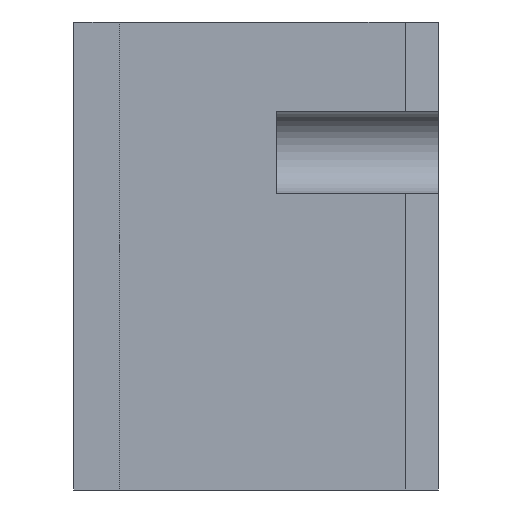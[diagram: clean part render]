
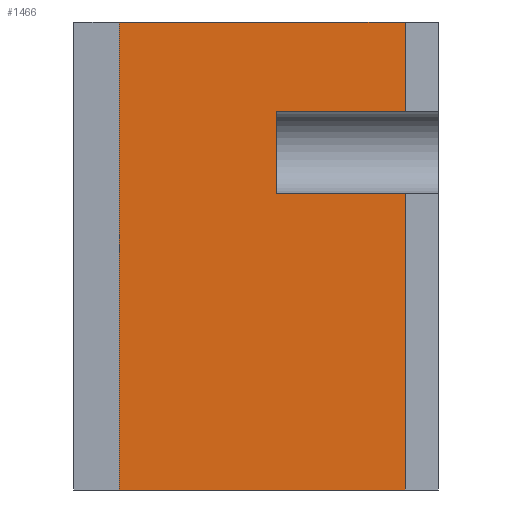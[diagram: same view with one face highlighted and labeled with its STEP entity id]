
A CAD part, left-side view. The second image highlights one B-rep face of the part: STEP entity #1466.
In plain terms, the highlighted planar face has unit normal (-1, 0, 0).
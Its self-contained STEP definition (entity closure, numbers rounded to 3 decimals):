
#179=FACE_OUTER_BOUND('',#273,.T.);
#273=EDGE_LOOP('',(#1156,#1157,#1158,#1159,#1160,#1161,#1162,#1163));
#367=LINE('',#2278,#507);
#402=LINE('',#2352,#542);
#405=LINE('',#2357,#545);
#415=LINE('',#2481,#555);
#416=LINE('',#2483,#556);
#417=LINE('',#2485,#557);
#418=LINE('',#2487,#558);
#419=LINE('',#2488,#559);
#507=VECTOR('',#1834,10.);
#542=VECTOR('',#1885,10.);
#545=VECTOR('',#1890,10.);
#555=VECTOR('',#1942,10.);
#556=VECTOR('',#1945,10.);
#557=VECTOR('',#1946,10.);
#558=VECTOR('',#1947,10.);
#559=VECTOR('',#1948,10.);
#647=VERTEX_POINT('',#2275);
#648=VERTEX_POINT('',#2277);
#678=VERTEX_POINT('',#2349);
#679=VERTEX_POINT('',#2351);
#680=VERTEX_POINT('',#2355);
#693=VERTEX_POINT('',#2479);
#694=VERTEX_POINT('',#2484);
#695=VERTEX_POINT('',#2486);
#800=EDGE_CURVE('',#648,#647,#367,.T.);
#839=EDGE_CURVE('',#679,#678,#402,.T.);
#842=EDGE_CURVE('',#647,#680,#405,.T.);
#864=EDGE_CURVE('',#693,#679,#415,.T.);
#865=EDGE_CURVE('',#678,#648,#416,.T.);
#866=EDGE_CURVE('',#680,#694,#417,.T.);
#867=EDGE_CURVE('',#694,#695,#418,.T.);
#868=EDGE_CURVE('',#695,#693,#419,.T.);
#1156=ORIENTED_EDGE('',*,*,#865,.T.);
#1157=ORIENTED_EDGE('',*,*,#800,.T.);
#1158=ORIENTED_EDGE('',*,*,#842,.T.);
#1159=ORIENTED_EDGE('',*,*,#866,.T.);
#1160=ORIENTED_EDGE('',*,*,#867,.T.);
#1161=ORIENTED_EDGE('',*,*,#868,.T.);
#1162=ORIENTED_EDGE('',*,*,#864,.T.);
#1163=ORIENTED_EDGE('',*,*,#839,.T.);
#1401=PLANE('',#1642);
#1466=ADVANCED_FACE('',(#179),#1401,.T.);
#1642=AXIS2_PLACEMENT_3D('',#2482,#1943,#1944);
#1834=DIRECTION('',(0.,-1.,0.));
#1885=DIRECTION('',(0.,1.,0.));
#1890=DIRECTION('',(0.,0.,1.));
#1942=DIRECTION('',(0.,0.,1.));
#1943=DIRECTION('center_axis',(-1.,0.,0.));
#1944=DIRECTION('ref_axis',(0.,0.,1.));
#1945=DIRECTION('',(0.,0.,-1.));
#1946=DIRECTION('',(0.,1.,0.));
#1947=DIRECTION('',(0.,0.,1.));
#1948=DIRECTION('',(0.,-1.,0.));
#2275=CARTESIAN_POINT('',(-65.5,-36.,-56.5));
#2277=CARTESIAN_POINT('',(-65.5,33.,-56.5));
#2278=CARTESIAN_POINT('',(-65.5,-44.,-56.5));
#2349=CARTESIAN_POINT('',(-65.5,33.,56.5));
#2351=CARTESIAN_POINT('',(-65.5,-36.,56.5));
#2352=CARTESIAN_POINT('',(-65.5,-44.,56.5));
#2355=CARTESIAN_POINT('',(-65.5,-36.,15.));
#2357=CARTESIAN_POINT('',(-65.5,-36.,28.25));
#2479=CARTESIAN_POINT('',(-65.5,-36.,35.));
#2481=CARTESIAN_POINT('',(-65.5,-36.,28.25));
#2482=CARTESIAN_POINT('Origin',(-65.5,-44.,0.));
#2483=CARTESIAN_POINT('',(-65.5,33.,-28.25));
#2484=CARTESIAN_POINT('',(-65.5,-5.,15.));
#2485=CARTESIAN_POINT('',(-65.5,-44.,15.));
#2486=CARTESIAN_POINT('',(-65.5,-5.,35.));
#2487=CARTESIAN_POINT('',(-65.5,-5.,12.5));
#2488=CARTESIAN_POINT('',(-65.5,-44.,35.));
